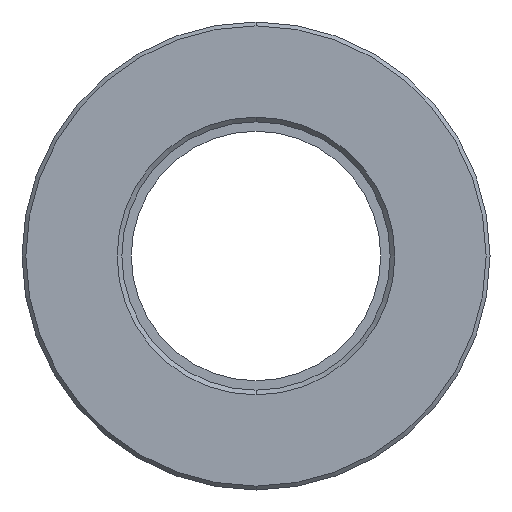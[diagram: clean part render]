
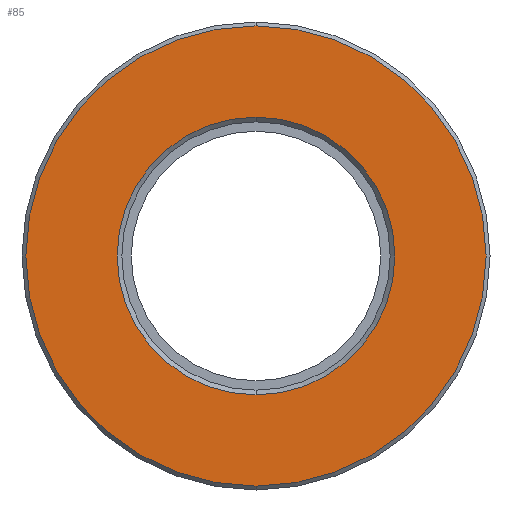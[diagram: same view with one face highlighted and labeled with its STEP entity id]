
A CAD part, front view. The second image highlights one B-rep face of the part: STEP entity #85.
In plain terms, the highlighted planar face has unit normal (0, -1, 0).
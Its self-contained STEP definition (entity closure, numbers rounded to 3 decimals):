
#48 = VERTEX_POINT ( 'NONE', #412 ) ;
#51 = CARTESIAN_POINT ( 'NONE',  ( 0., 0., 8.9 ) ) ;
#69 = CARTESIAN_POINT ( 'NONE',  ( 0., 0., -8.9 ) ) ;
#85 = ADVANCED_FACE ( 'NONE', ( #523, #534 ), #337, .T. ) ;
#115 = CIRCLE ( 'NONE', #289, 14.75 ) ;
#121 = CIRCLE ( 'NONE', #296, 8.9 ) ;
#122 = CIRCLE ( 'NONE', #292, 14.75 ) ;
#128 = CIRCLE ( 'NONE', #306, 8.9 ) ;
#166 = ORIENTED_EDGE ( 'NONE', *, *, #452, .T. ) ;
#224 = CARTESIAN_POINT ( 'NONE',  ( 0., 0., -14.75 ) ) ;
#241 = VERTEX_POINT ( 'NONE', #224 ) ;
#246 = DIRECTION ( 'NONE',  ( 0., 0., -1. ) ) ;
#247 = DIRECTION ( 'NONE',  ( 0., -1., 0. ) ) ;
#248 = CARTESIAN_POINT ( 'NONE',  ( 0., 0., 0. ) ) ;
#259 = DIRECTION ( 'NONE',  ( 0., 0., -1. ) ) ;
#261 = DIRECTION ( 'NONE',  ( 0., -1., 0. ) ) ;
#267 = CARTESIAN_POINT ( 'NONE',  ( 0., 0., 0. ) ) ;
#274 = DIRECTION ( 'NONE',  ( 0., 0., -1. ) ) ;
#276 = DIRECTION ( 'NONE',  ( 0., 1., 0. ) ) ;
#277 = CARTESIAN_POINT ( 'NONE',  ( 0., 0., 0. ) ) ;
#289 = AXIS2_PLACEMENT_3D ( 'NONE', #248, #247, #246 ) ;
#291 = DIRECTION ( 'NONE',  ( 0., 0., -1. ) ) ;
#292 = AXIS2_PLACEMENT_3D ( 'NONE', #267, #261, #259 ) ;
#296 = AXIS2_PLACEMENT_3D ( 'NONE', #277, #276, #274 ) ;
#298 = DIRECTION ( 'NONE',  ( 0., 0., -1. ) ) ;
#299 = DIRECTION ( 'NONE',  ( 0., 1., 0. ) ) ;
#301 = CARTESIAN_POINT ( 'NONE',  ( 0., 0., 0. ) ) ;
#306 = AXIS2_PLACEMENT_3D ( 'NONE', #301, #299, #298 ) ;
#337 = PLANE ( 'NONE',  #402 ) ;
#370 = VERTEX_POINT ( 'NONE', #51 ) ;
#389 = CARTESIAN_POINT ( 'NONE',  ( -8.6, 0., 0. ) ) ;
#402 = AXIS2_PLACEMENT_3D ( 'NONE', #389, #440, #291 ) ;
#412 = CARTESIAN_POINT ( 'NONE',  ( 0., 0., 14.75 ) ) ;
#425 = ORIENTED_EDGE ( 'NONE', *, *, #455, .T. ) ;
#440 = DIRECTION ( 'NONE',  ( 0., -1., 0. ) ) ;
#443 = ORIENTED_EDGE ( 'NONE', *, *, #457, .T. ) ;
#445 = ORIENTED_EDGE ( 'NONE', *, *, #458, .T. ) ;
#452 = EDGE_CURVE ( 'NONE', #370, #522, #128, .T. ) ;
#455 = EDGE_CURVE ( 'NONE', #522, #370, #121, .T. ) ;
#457 = EDGE_CURVE ( 'NONE', #48, #241, #122, .T. ) ;
#458 = EDGE_CURVE ( 'NONE', #241, #48, #115, .T. ) ;
#459 = EDGE_LOOP ( 'NONE', ( #443, #445 ) ) ;
#522 = VERTEX_POINT ( 'NONE', #69 ) ;
#523 = FACE_BOUND ( 'NONE', #546, .T. ) ;
#534 = FACE_OUTER_BOUND ( 'NONE', #459, .T. ) ;
#546 = EDGE_LOOP ( 'NONE', ( #425, #166 ) ) ;
